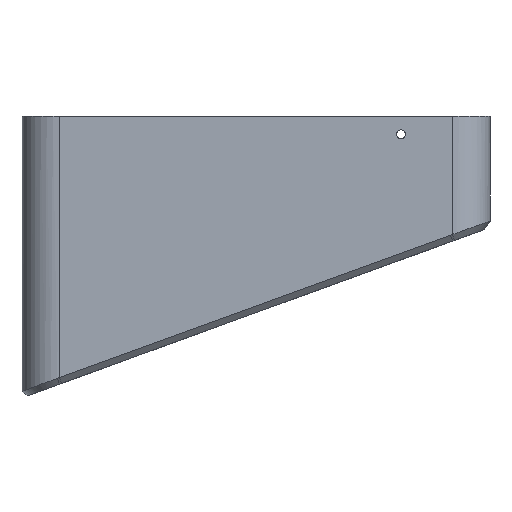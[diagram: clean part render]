
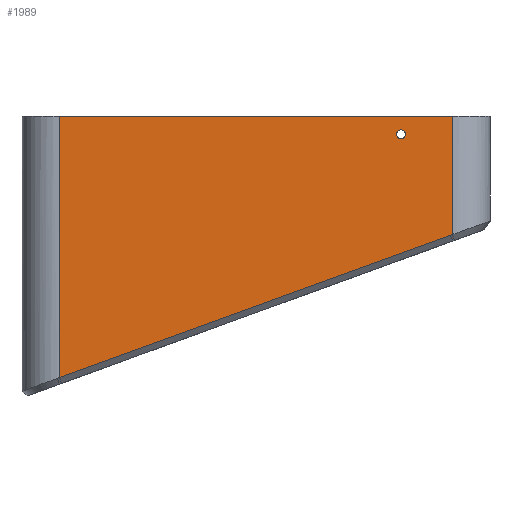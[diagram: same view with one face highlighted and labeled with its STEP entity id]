
A CAD part, left-side view. The second image highlights one B-rep face of the part: STEP entity #1989.
In plain terms, the highlighted planar face has unit normal (-1, 0, 0).
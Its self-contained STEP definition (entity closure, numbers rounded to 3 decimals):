
#56=CIRCLE('',#2088,0.7);
#156=FACE_BOUND('',#458,.T.);
#221=PLANE('',#2187);
#330=FACE_OUTER_BOUND('',#457,.T.);
#457=EDGE_LOOP('',(#1866,#1867,#1868,#1869,#1870));
#458=EDGE_LOOP('',(#1871));
#476=B_SPLINE_CURVE_WITH_KNOTS('',3,(#3151,#3152,#3153,#3154),
 .UNSPECIFIED.,.F.,.F.,(4,4),(1.514,1.571),
 .UNSPECIFIED.);
#503=LINE('',#3134,#681);
#518=LINE('',#3219,#696);
#579=LINE('',#3398,#757);
#659=LINE('',#3686,#837);
#681=VECTOR('',#2240,10.);
#696=VECTOR('',#2275,10.);
#757=VECTOR('',#2434,10.);
#837=VECTOR('',#2732,10.);
#870=VERTEX_POINT('',#3101);
#871=VERTEX_POINT('',#3130);
#872=VERTEX_POINT('',#3132);
#892=VERTEX_POINT('',#3218);
#945=VERTEX_POINT('',#3396);
#952=VERTEX_POINT('',#3421);
#1063=EDGE_CURVE('',#872,#871,#503,.T.);
#1064=EDGE_CURVE('',#870,#872,#476,.T.);
#1087=EDGE_CURVE('',#871,#892,#518,.T.);
#1170=EDGE_CURVE('',#870,#945,#579,.T.);
#1181=EDGE_CURVE('',#952,#952,#56,.T.);
#1301=EDGE_CURVE('',#892,#945,#659,.T.);
#1866=ORIENTED_EDGE('',*,*,#1064,.F.);
#1867=ORIENTED_EDGE('',*,*,#1170,.T.);
#1868=ORIENTED_EDGE('',*,*,#1301,.F.);
#1869=ORIENTED_EDGE('',*,*,#1087,.F.);
#1870=ORIENTED_EDGE('',*,*,#1063,.F.);
#1871=ORIENTED_EDGE('',*,*,#1181,.T.);
#1989=ADVANCED_FACE('',(#330,#156),#221,.T.);
#2088=AXIS2_PLACEMENT_3D('',#3422,#2462,#2463);
#2187=AXIS2_PLACEMENT_3D('',#3688,#2735,#2736);
#2240=DIRECTION('',(0.,0.94,-0.342));
#2275=DIRECTION('',(0.,0.,1.));
#2434=DIRECTION('',(0.,0.,1.));
#2462=DIRECTION('center_axis',(1.,0.,0.));
#2463=DIRECTION('ref_axis',(0.,-1.,0.));
#2732=DIRECTION('',(0.,-1.,0.));
#2735=DIRECTION('center_axis',(-1.,0.,0.));
#2736=DIRECTION('ref_axis',(0.,-1.,0.));
#3101=CARTESIAN_POINT('',(-53.72,6.,-18.936));
#3130=CARTESIAN_POINT('',(-53.72,69.05,-41.884));
#3132=CARTESIAN_POINT('',(-53.72,6.342,-19.06));
#3134=CARTESIAN_POINT('',(-53.72,68.704,-41.758));
#3151=CARTESIAN_POINT('Ctrl Pts',(-53.72,6.,-18.936));
#3152=CARTESIAN_POINT('Ctrl Pts',(-53.72,6.114,-18.977));
#3153=CARTESIAN_POINT('Ctrl Pts',(-53.72,6.228,-19.019));
#3154=CARTESIAN_POINT('Ctrl Pts',(-53.72,6.342,-19.06));
#3218=CARTESIAN_POINT('',(-53.72,69.05,0.));
#3219=CARTESIAN_POINT('',(-53.72,69.05,-20.));
#3396=CARTESIAN_POINT('',(-53.72,6.,0.));
#3398=CARTESIAN_POINT('',(-53.72,6.,-20.));
#3421=CARTESIAN_POINT('',(-53.72,14.984,-2.873));
#3422=CARTESIAN_POINT('Origin',(-53.72,14.284,-2.873));
#3686=CARTESIAN_POINT('',(-53.72,53.288,0.));
#3688=CARTESIAN_POINT('Origin',(-53.72,69.05,-20.));
